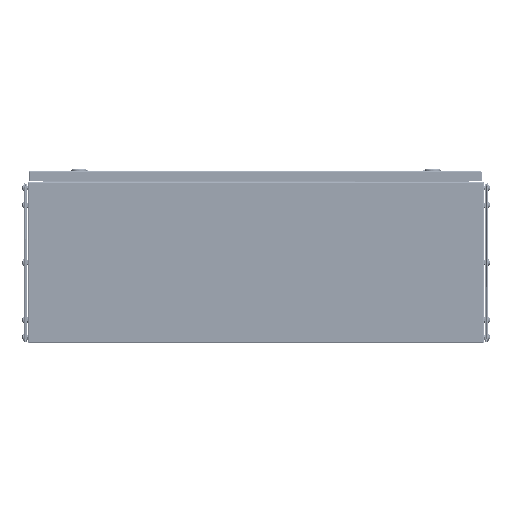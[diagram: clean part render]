
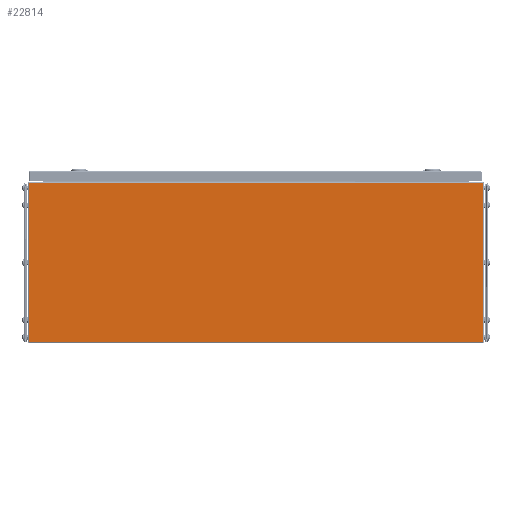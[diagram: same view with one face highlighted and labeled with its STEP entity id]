
A CAD part, left-side view. The second image highlights one B-rep face of the part: STEP entity #22814.
In plain terms, the highlighted planar face has unit normal (-1, 0, 0).
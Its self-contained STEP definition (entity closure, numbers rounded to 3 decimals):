
#231 = CARTESIAN_POINT ( 'NONE',  ( -200., -395.5, 277.5 ) ) ;
#1685 = CARTESIAN_POINT ( 'NONE',  ( -200., 395.5, 0. ) ) ;
#6527 = EDGE_CURVE ( 'NONE', #13506, #55831, #7071, .T. ) ;
#6664 = DIRECTION ( 'NONE',  ( 0., 1., 0. ) ) ;
#7071 = LINE ( 'NONE', #231, #36142 ) ;
#10026 = FACE_OUTER_BOUND ( 'NONE', #13207, .T. ) ;
#10360 = EDGE_CURVE ( 'NONE', #70239, #13506, #53253, .T. ) ;
#11660 = CARTESIAN_POINT ( 'NONE',  ( -200., 395.5, 1. ) ) ;
#13207 = EDGE_LOOP ( 'NONE', ( #79734, #40416, #18852, #32314 ) ) ;
#13506 = VERTEX_POINT ( 'NONE', #14072 ) ;
#14072 = CARTESIAN_POINT ( 'NONE',  ( -200., -395.5, 277.5 ) ) ;
#16492 = CARTESIAN_POINT ( 'NONE',  ( -200., -395.5, 0. ) ) ;
#17361 = VECTOR ( 'NONE', #24880, 1000. ) ;
#18852 = ORIENTED_EDGE ( 'NONE', *, *, #26321, .F. ) ;
#22814 = ADVANCED_FACE ( 'NONE', ( #10026 ), #23657, .F. ) ;
#23657 = PLANE ( 'NONE',  #23916 ) ;
#23916 = AXIS2_PLACEMENT_3D ( 'NONE', #82798, #44051, #81953 ) ;
#24880 = DIRECTION ( 'NONE',  ( 0., 1., 0. ) ) ;
#25378 = EDGE_CURVE ( 'NONE', #55831, #66632, #67696, .T. ) ;
#26321 = EDGE_CURVE ( 'NONE', #70239, #66632, #70000, .T. ) ;
#32314 = ORIENTED_EDGE ( 'NONE', *, *, #10360, .T. ) ;
#36142 = VECTOR ( 'NONE', #6664, 1000. ) ;
#40416 = ORIENTED_EDGE ( 'NONE', *, *, #25378, .T. ) ;
#41614 = DIRECTION ( 'NONE',  ( 0., 0., 1. ) ) ;
#44051 = DIRECTION ( 'NONE',  ( 1., 0., 0. ) ) ;
#45857 = VECTOR ( 'NONE', #41614, 1000. ) ;
#53253 = LINE ( 'NONE', #16492, #45857 ) ;
#55406 = VECTOR ( 'NONE', #60469, 1000. ) ;
#55831 = VERTEX_POINT ( 'NONE', #81889 ) ;
#60469 = DIRECTION ( 'NONE',  ( 0., 0., -1. ) ) ;
#66263 = CARTESIAN_POINT ( 'NONE',  ( -200., 395.5, 1. ) ) ;
#66632 = VERTEX_POINT ( 'NONE', #66263 ) ;
#67696 = LINE ( 'NONE', #1685, #55406 ) ;
#70000 = LINE ( 'NONE', #11660, #17361 ) ;
#70239 = VERTEX_POINT ( 'NONE', #71240 ) ;
#71240 = CARTESIAN_POINT ( 'NONE',  ( -200., -395.5, 1. ) ) ;
#79734 = ORIENTED_EDGE ( 'NONE', *, *, #6527, .T. ) ;
#81889 = CARTESIAN_POINT ( 'NONE',  ( -200., 395.5, 277.5 ) ) ;
#81953 = DIRECTION ( 'NONE',  ( 0., 0., -1. ) ) ;
#82798 = CARTESIAN_POINT ( 'NONE',  ( -200., 0., 0. ) ) ;
